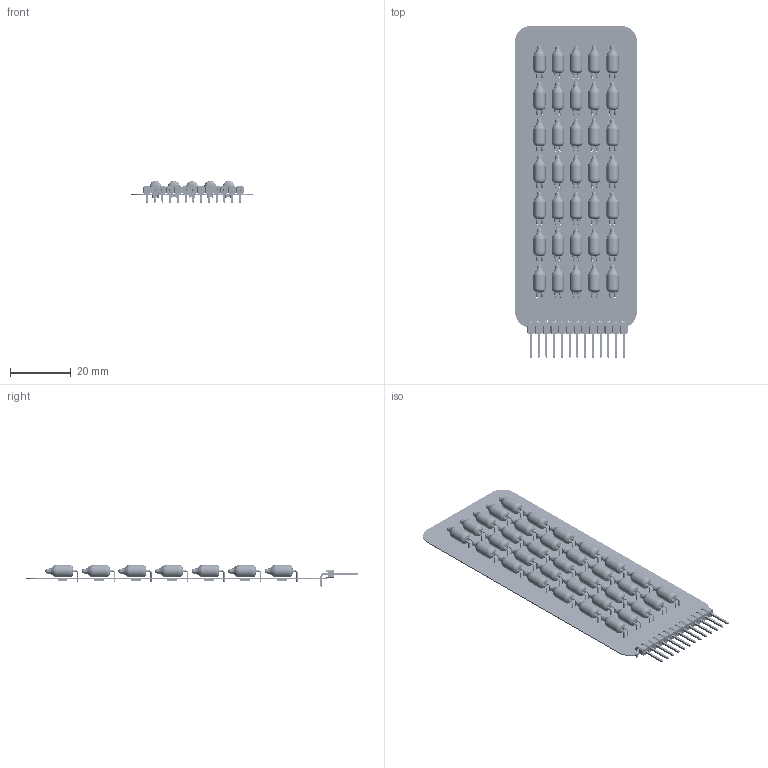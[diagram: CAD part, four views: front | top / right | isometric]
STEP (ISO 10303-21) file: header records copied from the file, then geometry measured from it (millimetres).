
FILE_DESCRIPTION(('Open CASCADE Model'),'2;1');
FILE_NAME('Open CASCADE Shape Model','2024-02-14T22:57:03',('Author'),( 'Open CASCADE'),'Open CASCADE STEP processor 7.5','Open CASCADE 7.5' ,'Unknown');
FILE_SCHEMA(('AUTOMOTIVE_DESIGN { 1 0 10303 214 1 1 1 1 }'));
Length unit declared in the file: millimetre
Products named in the file (78): PCB; Board; Open CASCADE STEP translator 7.5 1.1.1; R35; rsmd-1206_l3-2_w1-6_h0-6; R34; R33; R32; R31; R30; R29; R28; R27; R26; R25; R24; R23; R22; R21; R20; R19; R18; R17; R16; R15; R14; R13; R12; R11; R10; R9; R8; R7; R6; R5; R4; R3; R2; R1; XP1 ...
Assembly tree (145 placements, depth 3):
  PCB
    Board
      Open CASCADE STEP translator 7.5 1.1.1
    R35
      rsmd-1206_l3-2_w1-6_h0-6
    R34
      rsmd-1206_l3-2_w1-6_h0-6
    R33
      rsmd-1206_l3-2_w1-6_h0-6
    R32
      rsmd-1206_l3-2_w1-6_h0-6
    R31
      rsmd-1206_l3-2_w1-6_h0-6
    R30
      rsmd-1206_l3-2_w1-6_h0-6
    R29
      rsmd-1206_l3-2_w1-6_h0-6
    R28
      rsmd-1206_l3-2_w1-6_h0-6
    R27
      rsmd-1206_l3-2_w1-6_h0-6
    R26
      rsmd-1206_l3-2_w1-6_h0-6
    R25
      rsmd-1206_l3-2_w1-6_h0-6
    R24
      rsmd-1206_l3-2_w1-6_h0-6
    R23
      rsmd-1206_l3-2_w1-6_h0-6
    R22
      rsmd-1206_l3-2_w1-6_h0-6
    R21
      rsmd-1206_l3-2_w1-6_h0-6
    R20
      rsmd-1206_l3-2_w1-6_h0-6
    R19
      rsmd-1206_l3-2_w1-6_h0-6
    R18
      rsmd-1206_l3-2_w1-6_h0-6
    R17
      rsmd-1206_l3-2_w1-6_h0-6
    R16
      rsmd-1206_l3-2_w1-6_h0-6
    R15
      rsmd-1206_l3-2_w1-6_h0-6
    R14
      rsmd-1206_l3-2_w1-6_h0-6
    R13
      rsmd-1206_l3-2_w1-6_h0-6
    R12
      rsmd-1206_l3-2_w1-6_h0-6
    R11
      rsmd-1206_l3-2_w1-6_h0-6
    R10
      rsmd-1206_l3-2_w1-6_h0-6
    R9
      rsmd-1206_l3-2_w1-6_h0-6
    R8
      rsmd-1206_l3-2_w1-6_h0-6
    R7
Bounding box: 40 x 109.04 x 7.21 mm (x, y, z)
Volume: 4227.5 mm3; surface area: 18743 mm2
Topology: 191 solids, 226 shells, 8652 faces, 23063 edges, 15143 vertices
Faces by surface type: plane 7524, cylinder 393, bspline 315, torus 210, cone 140, sphere 70
Full cylindrical faces by diameter (mm): 0.4 x70, 0.401 x70, 0.5 x70, 0.8 x70, 0.9 x13, 3.2 x35, 4 x35
Entity records: 30532 total; most frequent: CARTESIAN_POINT 5379, DIRECTION 4791, ORIENTED_EDGE 4778, EDGE_CURVE 2389, LINE 2101, VECTOR 2101, VERTEX_POINT 1509, AXIS2_PLACEMENT_3D 1345
